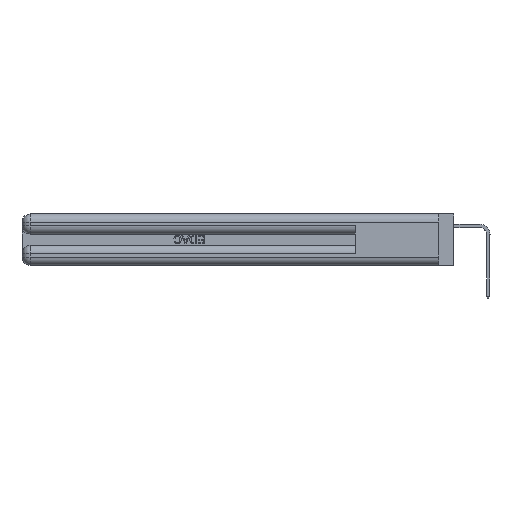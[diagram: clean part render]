
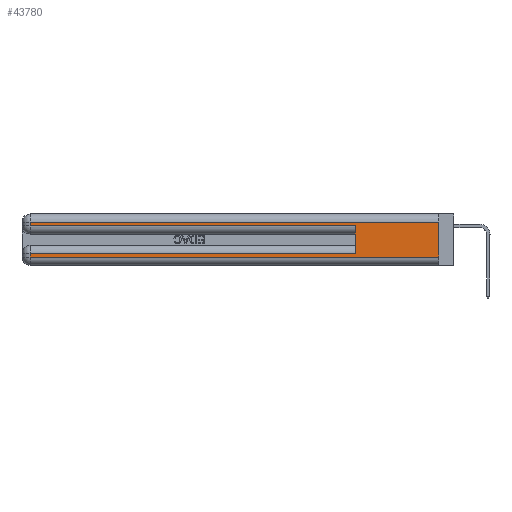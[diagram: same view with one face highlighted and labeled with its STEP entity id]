
A CAD part, left-side view. The second image highlights one B-rep face of the part: STEP entity #43780.
In plain terms, the highlighted planar face has unit normal (-1, 0, 0).
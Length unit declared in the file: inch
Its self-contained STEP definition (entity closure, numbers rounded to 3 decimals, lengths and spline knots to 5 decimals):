
#300 = DIRECTION ( 'NONE',  ( 0., 0., -1. ) ) ;
#3009 = VECTOR ( 'NONE', #37988, 39.37008 ) ;
#3071 = CARTESIAN_POINT ( 'NONE',  ( 0., 2.94, 0.06 ) ) ;
#3400 = CARTESIAN_POINT ( 'NONE',  ( 0., 2.94, 0.085 ) ) ;
#4437 = DIRECTION ( 'NONE',  ( 0., 0., -1. ) ) ;
#4548 = CARTESIAN_POINT ( 'NONE',  ( 0., 0., 0.37 ) ) ;
#4823 = AXIS2_PLACEMENT_3D ( 'NONE', #44652, #26592, #4437 ) ;
#4989 = VERTEX_POINT ( 'NONE', #44808 ) ;
#5070 = CARTESIAN_POINT ( 'NONE',  ( 0., 0., 0.31 ) ) ;
#5086 = VECTOR ( 'NONE', #19201, 39.37008 ) ;
#7328 = EDGE_CURVE ( 'NONE', #27075, #25219, #22718, .T. ) ;
#9030 = CARTESIAN_POINT ( 'NONE',  ( 0., 0.6, 0.085 ) ) ;
#9250 = CARTESIAN_POINT ( 'NONE',  ( 0., 0.6, 0.285 ) ) ;
#10831 = ORIENTED_EDGE ( 'NONE', *, *, #7328, .T. ) ;
#12198 = VECTOR ( 'NONE', #41933, 39.37008 ) ;
#14520 = ORIENTED_EDGE ( 'NONE', *, *, #41924, .F. ) ;
#14950 = LINE ( 'NONE', #37580, #5086 ) ;
#15038 = CARTESIAN_POINT ( 'NONE',  ( 0., 2.94, 0.37 ) ) ;
#17048 = LINE ( 'NONE', #15038, #35421 ) ;
#18861 = VERTEX_POINT ( 'NONE', #40261 ) ;
#19188 = PLANE ( 'NONE',  #4823 ) ;
#19201 = DIRECTION ( 'NONE',  ( 0., 0., 1. ) ) ;
#19295 = DIRECTION ( 'NONE',  ( 0., 0., -1. ) ) ;
#19632 = CARTESIAN_POINT ( 'NONE',  ( 0., 2.94, 0.37 ) ) ;
#19721 = EDGE_LOOP ( 'NONE', ( #25791, #45897, #29068, #33861, #14520, #21086, #10831, #24296 ) ) ;
#21086 = ORIENTED_EDGE ( 'NONE', *, *, #24928, .T. ) ;
#21565 = CARTESIAN_POINT ( 'NONE',  ( 0., 2.94, 0.31 ) ) ;
#22032 = DIRECTION ( 'NONE',  ( 0., -1., 0. ) ) ;
#22074 = LINE ( 'NONE', #23689, #12198 ) ;
#22718 = LINE ( 'NONE', #19632, #3009 ) ;
#23292 = LINE ( 'NONE', #4548, #42613 ) ;
#23689 = CARTESIAN_POINT ( 'NONE',  ( 0., 0., 0.085 ) ) ;
#24296 = ORIENTED_EDGE ( 'NONE', *, *, #32810, .T. ) ;
#24928 = EDGE_CURVE ( 'NONE', #43301, #27075, #22074, .T. ) ;
#25219 = VERTEX_POINT ( 'NONE', #3071 ) ;
#25791 = ORIENTED_EDGE ( 'NONE', *, *, #38590, .F. ) ;
#26170 = EDGE_CURVE ( 'NONE', #18861, #27030, #26519, .T. ) ;
#26519 = LINE ( 'NONE', #5070, #27674 ) ;
#26592 = DIRECTION ( 'NONE',  ( 1., 0., 0. ) ) ;
#27030 = VERTEX_POINT ( 'NONE', #21565 ) ;
#27075 = VERTEX_POINT ( 'NONE', #3400 ) ;
#27232 = DIRECTION ( 'NONE',  ( 0., 1., 0. ) ) ;
#27441 = CARTESIAN_POINT ( 'NONE',  ( 0., 2.94, 0.285 ) ) ;
#27674 = VECTOR ( 'NONE', #27232, 39.37008 ) ;
#28279 = VECTOR ( 'NONE', #22032, 39.37008 ) ;
#29068 = ORIENTED_EDGE ( 'NONE', *, *, #31826, .T. ) ;
#29125 = EDGE_CURVE ( 'NONE', #33655, #30619, #39082, .T. ) ;
#30619 = VERTEX_POINT ( 'NONE', #9250 ) ;
#30798 = VECTOR ( 'NONE', #35365, 39.37008 ) ;
#31753 = CARTESIAN_POINT ( 'NONE',  ( 0., 0., 0.06 ) ) ;
#31826 = EDGE_CURVE ( 'NONE', #27030, #33655, #17048, .T. ) ;
#31949 = LINE ( 'NONE', #31753, #30798 ) ;
#32810 = EDGE_CURVE ( 'NONE', #25219, #4989, #31949, .T. ) ;
#32931 = CARTESIAN_POINT ( 'NONE',  ( 0., 0., 0.285 ) ) ;
#33655 = VERTEX_POINT ( 'NONE', #27441 ) ;
#33861 = ORIENTED_EDGE ( 'NONE', *, *, #29125, .T. ) ;
#35365 = DIRECTION ( 'NONE',  ( 0., -1., 0. ) ) ;
#35421 = VECTOR ( 'NONE', #300, 39.37008 ) ;
#37580 = CARTESIAN_POINT ( 'NONE',  ( 0., 0.6, 0.145 ) ) ;
#37988 = DIRECTION ( 'NONE',  ( 0., 0., -1. ) ) ;
#38590 = EDGE_CURVE ( 'NONE', #18861, #4989, #23292, .T. ) ;
#39082 = LINE ( 'NONE', #32931, #28279 ) ;
#40261 = CARTESIAN_POINT ( 'NONE',  ( 0., 0., 0.31 ) ) ;
#41160 = FACE_OUTER_BOUND ( 'NONE', #19721, .T. ) ;
#41924 = EDGE_CURVE ( 'NONE', #43301, #30619, #14950, .T. ) ;
#41933 = DIRECTION ( 'NONE',  ( 0., 1., 0. ) ) ;
#42613 = VECTOR ( 'NONE', #19295, 39.37008 ) ;
#43301 = VERTEX_POINT ( 'NONE', #9030 ) ;
#43780 = ADVANCED_FACE ( 'NONE', ( #41160 ), #19188, .F. ) ;
#44652 = CARTESIAN_POINT ( 'NONE',  ( 0., 0., 0.37 ) ) ;
#44808 = CARTESIAN_POINT ( 'NONE',  ( 0., 0., 0.06 ) ) ;
#45897 = ORIENTED_EDGE ( 'NONE', *, *, #26170, .T. ) ;
